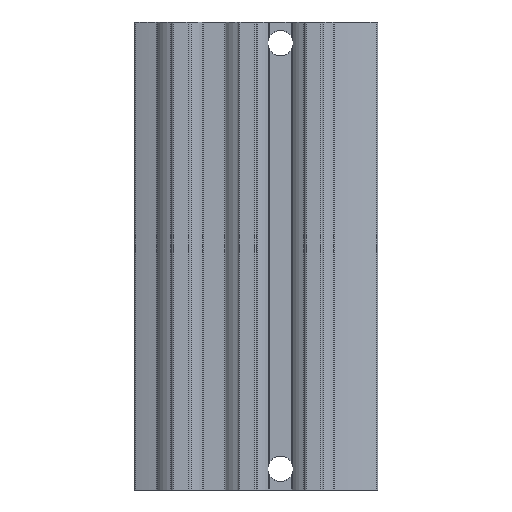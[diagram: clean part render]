
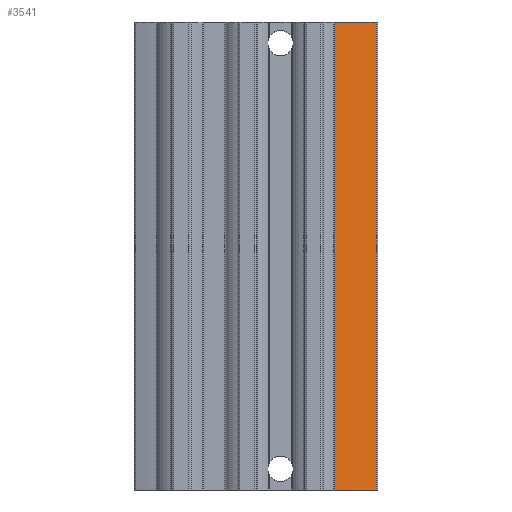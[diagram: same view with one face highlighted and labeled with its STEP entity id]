
A CAD part, front view. The second image highlights one B-rep face of the part: STEP entity #3541.
In plain terms, the highlighted cylindrical face has radius 60 mm (diameter 120 mm), a partial arc.
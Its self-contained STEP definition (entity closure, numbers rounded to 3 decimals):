
#193=CIRCLE('',#3793,60.);
#194=CIRCLE('',#3794,60.);
#498=ORIENTED_EDGE('',*,*,#1450,.F.);
#499=ORIENTED_EDGE('',*,*,#1449,.F.);
#500=ORIENTED_EDGE('',*,*,#1451,.T.);
#501=ORIENTED_EDGE('',*,*,#1452,.T.);
#1449=EDGE_CURVE('',#1919,#1918,#2242,.T.);
#1450=EDGE_CURVE('',#1918,#1920,#193,.T.);
#1451=EDGE_CURVE('',#1919,#1921,#194,.T.);
#1452=EDGE_CURVE('',#1921,#1920,#2243,.T.);
#1918=VERTEX_POINT('',#5750);
#1919=VERTEX_POINT('',#5752);
#1920=VERTEX_POINT('',#5756);
#1921=VERTEX_POINT('',#5758);
#2242=LINE('',#5753,#2494);
#2243=LINE('',#5759,#2495);
#2494=VECTOR('',#4255,1000.);
#2495=VECTOR('',#4262,1000.);
#2763=EDGE_LOOP('',(#498,#499,#500,#501));
#3105=FACE_BOUND('',#2763,.T.);
#3447=CYLINDRICAL_SURFACE('',#3792,60.);
#3541=ADVANCED_FACE('',(#3105),#3447,.T.);
#3792=AXIS2_PLACEMENT_3D('',#5754,#4256,#4257);
#3793=AXIS2_PLACEMENT_3D('',#5755,#4258,#4259);
#3794=AXIS2_PLACEMENT_3D('',#5757,#4260,#4261);
#4255=DIRECTION('',(0.,0.,1.));
#4256=DIRECTION('',(0.,0.,1.));
#4257=DIRECTION('',(1.,0.,0.));
#4258=DIRECTION('',(0.,0.,1.));
#4259=DIRECTION('',(1.,0.,0.));
#4260=DIRECTION('',(0.,0.,1.));
#4261=DIRECTION('',(1.,0.,0.));
#4262=DIRECTION('',(0.,0.,1.));
#5750=CARTESIAN_POINT('',(-21.382,4.442,0.));
#5752=CARTESIAN_POINT('',(-21.382,4.442,-77.5));
#5753=CARTESIAN_POINT('',(-21.382,4.442,-77.5));
#5754=CARTESIAN_POINT('',(-1.466,61.039,-77.5));
#5755=CARTESIAN_POINT('',(-1.466,61.039,0.));
#5756=CARTESIAN_POINT('',(-14.403,2.451,0.));
#5757=CARTESIAN_POINT('',(-1.466,61.039,-77.5));
#5758=CARTESIAN_POINT('',(-14.403,2.451,-77.5));
#5759=CARTESIAN_POINT('',(-14.403,2.451,-77.5));
